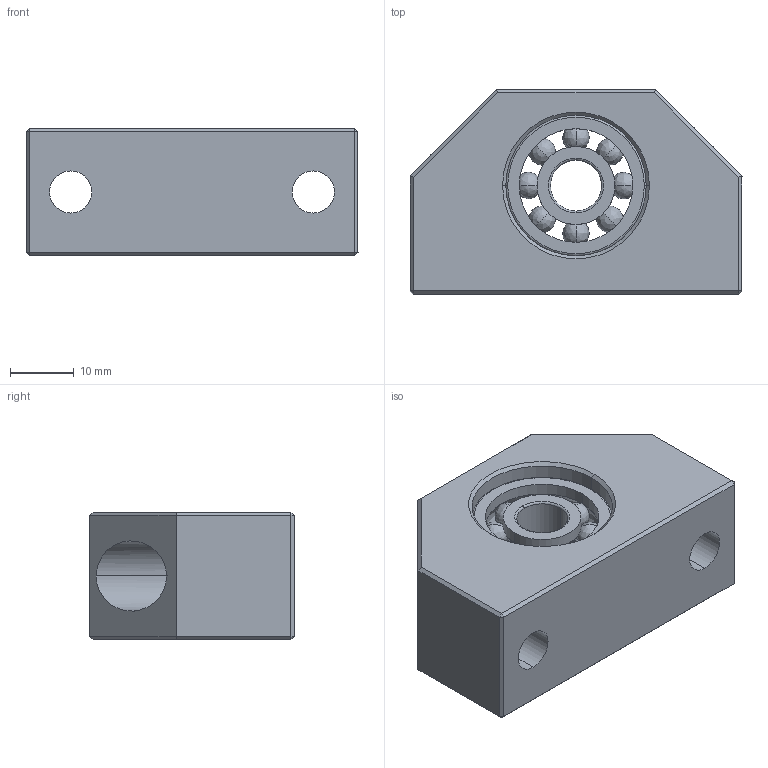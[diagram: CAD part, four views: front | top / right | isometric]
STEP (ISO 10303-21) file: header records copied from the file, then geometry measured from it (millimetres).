
FILE_DESCRIPTION (( 'STEP AP203' ), '1' );
FILE_NAME ('BF 08.STEP', '2014-10-22T02:10:15', ( 'star' ), ( '' ), 'SwSTEP 2.0', 'SolidWorks 2013', '' );
FILE_SCHEMA (( 'CONFIG_CONTROL_DESIGN' ));
Length unit declared in the file: millimetre
Products named in the file (3): BF 08; bf 8; #608(8X22X7)
Assembly tree (2 placements, depth 2):
  BF 08
    bf 8
    #608(8X22X7)
Bounding box: 52 x 32 x 20 mm (x, y, z)
Volume: 20463.8 mm3; surface area: 9869.5 mm2
Topology: 2 solids, 2 shells, 199 faces, 576 edges, 354 vertices
Faces by surface type: bspline 89, plane 76, cylinder 22, torus 8, cone 4
Entity records: 13005 total; most frequent: CARTESIAN_POINT 8209, ORIENTED_EDGE 1086, DIRECTION 687, EDGE_CURVE 543, VERTEX_POINT 354, VECTOR 241, LINE 241, EDGE_LOOP 229
